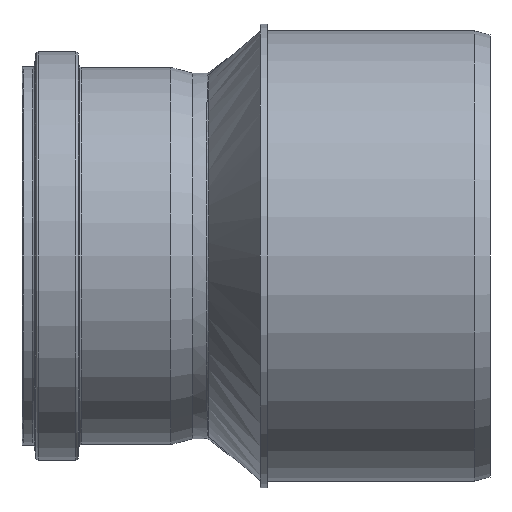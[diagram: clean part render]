
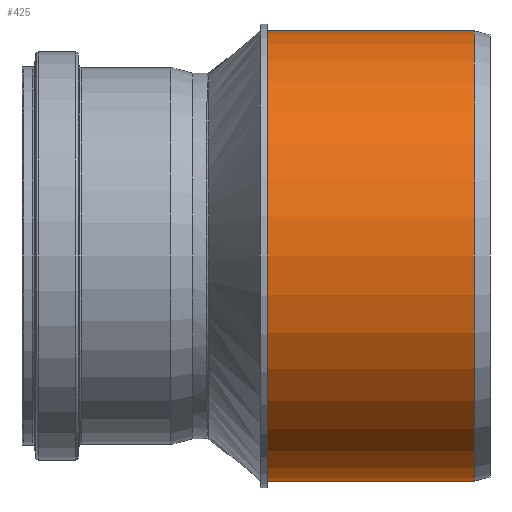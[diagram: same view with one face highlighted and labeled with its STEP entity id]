
A CAD part, left-side view. The second image highlights one B-rep face of the part: STEP entity #425.
In plain terms, the highlighted cylindrical face has radius 100.1 mm (diameter 200.2 mm), a full revolution.
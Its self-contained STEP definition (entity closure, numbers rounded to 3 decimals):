
#37=FACE_BOUND('',#164,.T.);
#71=CYLINDRICAL_SURFACE('',#463,100.1);
#85=CIRCLE('',#464,100.1);
#86=CIRCLE('',#465,100.1);
#124=FACE_OUTER_BOUND('',#163,.T.);
#163=EDGE_LOOP('',(#348));
#164=EDGE_LOOP('',(#349));
#250=VERTEX_POINT('',#1693);
#251=VERTEX_POINT('',#1695);
#295=EDGE_CURVE('',#250,#250,#85,.T.);
#296=EDGE_CURVE('',#251,#251,#86,.T.);
#348=ORIENTED_EDGE('',*,*,#295,.F.);
#349=ORIENTED_EDGE('',*,*,#296,.T.);
#425=ADVANCED_FACE('',(#124,#37),#71,.T.);
#463=AXIS2_PLACEMENT_3D('',#1692,#535,#536);
#464=AXIS2_PLACEMENT_3D('',#1694,#537,#538);
#465=AXIS2_PLACEMENT_3D('',#1696,#539,#540);
#535=DIRECTION('center_axis',(0.,-1.,0.));
#536=DIRECTION('ref_axis',(-1.,0.,0.));
#537=DIRECTION('center_axis',(0.,-1.,0.));
#538=DIRECTION('ref_axis',(1.,0.,0.));
#539=DIRECTION('center_axis',(0.,-1.,0.));
#540=DIRECTION('ref_axis',(1.,0.,0.));
#1692=CARTESIAN_POINT('Origin',(-18.85,-73.552,0.));
#1693=CARTESIAN_POINT('',(-118.95,-121.052,0.));
#1694=CARTESIAN_POINT('Origin',(-18.85,-121.052,0.));
#1695=CARTESIAN_POINT('',(-118.95,-29.052,0.));
#1696=CARTESIAN_POINT('Origin',(-18.85,-29.052,0.));
